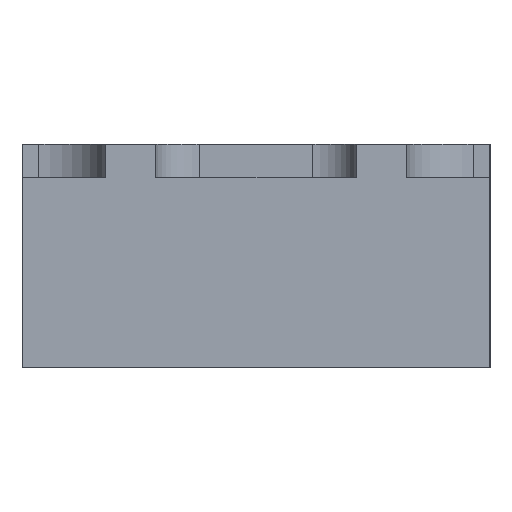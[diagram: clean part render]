
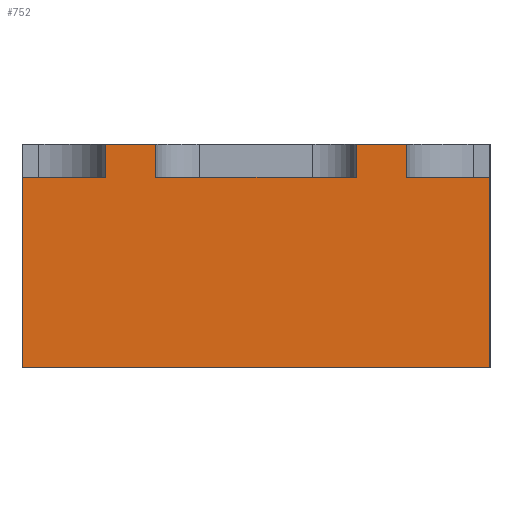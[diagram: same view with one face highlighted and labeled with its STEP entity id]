
A CAD part, left-side view. The second image highlights one B-rep face of the part: STEP entity #752.
In plain terms, the highlighted planar face has unit normal (-1, 0, 0).
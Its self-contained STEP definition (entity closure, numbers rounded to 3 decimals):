
#1=DIRECTION('',(0.,1.,0.));
#2=VECTOR('',#1,1.4);
#3=CARTESIAN_POINT('',(0.,0.,-0.67));
#4=LINE('',#3,#2);
#5=DIRECTION('',(0.,0.,1.));
#6=VECTOR('',#5,0.57);
#7=CARTESIAN_POINT('',(0.,1.4,-0.67));
#8=LINE('',#7,#6);
#9=DIRECTION('',(0.,-1.,0.));
#10=VECTOR('',#9,0.25);
#11=CARTESIAN_POINT('',(0.,1.4,-0.1));
#12=LINE('',#11,#10);
#13=DIRECTION('',(0.,0.,1.));
#14=VECTOR('',#13,0.1);
#15=CARTESIAN_POINT('',(0.,1.15,-0.1));
#16=LINE('',#15,#14);
#17=DIRECTION('',(0.,-1.,0.));
#18=VECTOR('',#17,0.15);
#19=CARTESIAN_POINT('',(0.,1.15,0.));
#20=LINE('',#19,#18);
#21=DIRECTION('',(0.,-1.,0.));
#22=VECTOR('',#21,0.6);
#23=CARTESIAN_POINT('',(0.,1.,-0.1));
#24=LINE('',#23,#22);
#25=DIRECTION('',(0.,0.,1.));
#26=VECTOR('',#25,0.1);
#27=CARTESIAN_POINT('',(0.,0.4,-0.1));
#28=LINE('',#27,#26);
#29=DIRECTION('',(0.,-1.,0.));
#30=VECTOR('',#29,0.15);
#31=CARTESIAN_POINT('',(0.,0.4,0.));
#32=LINE('',#31,#30);
#33=DIRECTION('',(0.,-1.,0.));
#34=VECTOR('',#33,0.25);
#35=CARTESIAN_POINT('',(0.,0.25,-0.1));
#36=LINE('',#35,#34);
#41=DIRECTION('',(0.,0.,1.));
#42=VECTOR('',#41,0.57);
#43=CARTESIAN_POINT('',(0.,0.,-0.67));
#44=LINE('',#43,#42);
#90=DIRECTION('',(0.,0.,1.));
#91=VECTOR('',#90,0.1);
#92=CARTESIAN_POINT('',(0.,0.25,-0.1));
#93=LINE('',#92,#91);
#517=DIRECTION('',(0.,0.,1.));
#518=VECTOR('',#517,0.1);
#519=CARTESIAN_POINT('',(0.,1.,-0.1));
#520=LINE('',#519,#518);
#545=CARTESIAN_POINT('',(0.,0.,-0.67));
#546=CARTESIAN_POINT('',(0.,1.4,-0.67));
#547=VERTEX_POINT('',#545);
#548=VERTEX_POINT('',#546);
#549=CARTESIAN_POINT('',(0.,1.4,-0.1));
#550=VERTEX_POINT('',#549);
#551=CARTESIAN_POINT('',(0.,1.15,-0.1));
#552=VERTEX_POINT('',#551);
#553=CARTESIAN_POINT('',(0.,1.15,0.));
#554=VERTEX_POINT('',#553);
#555=CARTESIAN_POINT('',(0.,1.,0.));
#556=VERTEX_POINT('',#555);
#557=CARTESIAN_POINT('',(0.,1.,-0.1));
#558=VERTEX_POINT('',#557);
#559=CARTESIAN_POINT('',(0.,0.4,-0.1));
#560=VERTEX_POINT('',#559);
#561=CARTESIAN_POINT('',(0.,0.4,0.));
#562=VERTEX_POINT('',#561);
#563=CARTESIAN_POINT('',(0.,0.25,0.));
#564=VERTEX_POINT('',#563);
#565=CARTESIAN_POINT('',(0.,0.25,-0.1));
#566=VERTEX_POINT('',#565);
#567=CARTESIAN_POINT('',(0.,0.,-0.1));
#568=VERTEX_POINT('',#567);
#721=CARTESIAN_POINT('',(0.,1.4,-0.73));
#722=DIRECTION('',(-1.,0.,0.));
#723=DIRECTION('',(0.,-1.,0.));
#724=AXIS2_PLACEMENT_3D('',#721,#722,#723);
#725=PLANE('',#724);
#727=ORIENTED_EDGE('',*,*,#726,.T.);
#729=ORIENTED_EDGE('',*,*,#728,.T.);
#731=ORIENTED_EDGE('',*,*,#730,.T.);
#733=ORIENTED_EDGE('',*,*,#732,.T.);
#735=ORIENTED_EDGE('',*,*,#734,.T.);
#737=ORIENTED_EDGE('',*,*,#736,.F.);
#739=ORIENTED_EDGE('',*,*,#738,.T.);
#741=ORIENTED_EDGE('',*,*,#740,.T.);
#743=ORIENTED_EDGE('',*,*,#742,.T.);
#745=ORIENTED_EDGE('',*,*,#744,.F.);
#747=ORIENTED_EDGE('',*,*,#746,.T.);
#749=ORIENTED_EDGE('',*,*,#748,.F.);
#750=EDGE_LOOP('',(#727,#729,#731,#733,#735,#737,#739,#741,#743,#745,#747,
#749));
#751=FACE_OUTER_BOUND('',#750,.F.);
#752=ADVANCED_FACE('',(#751),#725,.T.);
#726=EDGE_CURVE('',#547,#548,#4,.T.);
#728=EDGE_CURVE('',#548,#550,#8,.T.);
#730=EDGE_CURVE('',#550,#552,#12,.T.);
#732=EDGE_CURVE('',#552,#554,#16,.T.);
#734=EDGE_CURVE('',#554,#556,#20,.T.);
#736=EDGE_CURVE('',#558,#556,#520,.T.);
#738=EDGE_CURVE('',#558,#560,#24,.T.);
#740=EDGE_CURVE('',#560,#562,#28,.T.);
#742=EDGE_CURVE('',#562,#564,#32,.T.);
#744=EDGE_CURVE('',#566,#564,#93,.T.);
#746=EDGE_CURVE('',#566,#568,#36,.T.);
#748=EDGE_CURVE('',#547,#568,#44,.T.);
